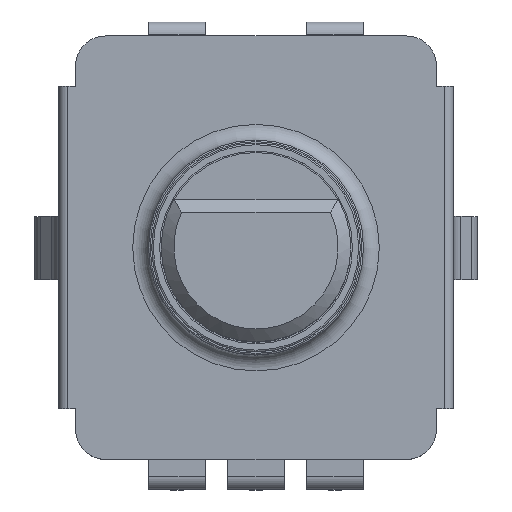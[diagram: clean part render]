
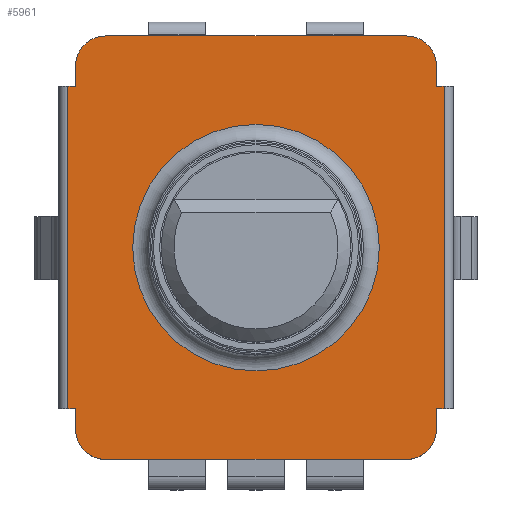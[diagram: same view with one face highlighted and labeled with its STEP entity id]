
A CAD part, top view. The second image highlights one B-rep face of the part: STEP entity #5961.
In plain terms, the highlighted planar face has unit normal (0, 0, 1).
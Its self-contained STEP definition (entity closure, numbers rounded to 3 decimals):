
#127=PLANE('',#6249);
#546=LINE('',#8403,#1075);
#547=LINE('',#8406,#1076);
#548=LINE('',#8408,#1077);
#549=LINE('',#8410,#1078);
#550=LINE('',#8414,#1079);
#551=LINE('',#8418,#1080);
#552=LINE('',#8420,#1081);
#553=LINE('',#8422,#1082);
#554=LINE('',#8424,#1083);
#555=LINE('',#8426,#1084);
#556=LINE('',#8430,#1085);
#557=LINE('',#8434,#1086);
#1075=VECTOR('',#7084,1000.);
#1076=VECTOR('',#7085,1000.);
#1077=VECTOR('',#7086,1000.);
#1078=VECTOR('',#7087,1000.);
#1079=VECTOR('',#7090,1000.);
#1080=VECTOR('',#7093,1000.);
#1081=VECTOR('',#7094,1000.);
#1082=VECTOR('',#7095,1000.);
#1083=VECTOR('',#7096,1000.);
#1084=VECTOR('',#7097,1000.);
#1085=VECTOR('',#7100,1000.);
#1086=VECTOR('',#7103,1000.);
#1887=ORIENTED_EDGE('',*,*,#2934,.T.);
#1888=ORIENTED_EDGE('',*,*,#2935,.F.);
#1889=ORIENTED_EDGE('',*,*,#2936,.T.);
#1890=ORIENTED_EDGE('',*,*,#2937,.T.);
#1891=ORIENTED_EDGE('',*,*,#2938,.T.);
#1892=ORIENTED_EDGE('',*,*,#2939,.T.);
#1893=ORIENTED_EDGE('',*,*,#2940,.T.);
#1894=ORIENTED_EDGE('',*,*,#2941,.T.);
#1895=ORIENTED_EDGE('',*,*,#2942,.F.);
#1896=ORIENTED_EDGE('',*,*,#2943,.F.);
#1897=ORIENTED_EDGE('',*,*,#2944,.T.);
#1898=ORIENTED_EDGE('',*,*,#2945,.T.);
#1899=ORIENTED_EDGE('',*,*,#2946,.T.);
#1900=ORIENTED_EDGE('',*,*,#2947,.T.);
#1901=ORIENTED_EDGE('',*,*,#2948,.T.);
#1902=ORIENTED_EDGE('',*,*,#2949,.T.);
#1903=ORIENTED_EDGE('',*,*,#2950,.F.);
#2934=EDGE_CURVE('',#3457,#3457,#3654,.F.);
#2935=EDGE_CURVE('',#3458,#3459,#546,.T.);
#2936=EDGE_CURVE('',#3458,#3460,#547,.T.);
#2937=EDGE_CURVE('',#3460,#3461,#548,.T.);
#2938=EDGE_CURVE('',#3461,#3462,#549,.T.);
#2939=EDGE_CURVE('',#3462,#3463,#3655,.T.);
#2940=EDGE_CURVE('',#3463,#3464,#550,.T.);
#2941=EDGE_CURVE('',#3464,#3465,#3656,.T.);
#2942=EDGE_CURVE('',#3466,#3465,#551,.T.);
#2943=EDGE_CURVE('',#3467,#3466,#552,.T.);
#2944=EDGE_CURVE('',#3467,#3468,#553,.T.);
#2945=EDGE_CURVE('',#3468,#3469,#554,.T.);
#2946=EDGE_CURVE('',#3469,#3470,#555,.T.);
#2947=EDGE_CURVE('',#3470,#3471,#3657,.T.);
#2948=EDGE_CURVE('',#3471,#3472,#556,.T.);
#2949=EDGE_CURVE('',#3472,#3473,#3658,.T.);
#2950=EDGE_CURVE('',#3459,#3473,#557,.T.);
#3457=VERTEX_POINT('',#8402);
#3458=VERTEX_POINT('',#8404);
#3459=VERTEX_POINT('',#8405);
#3460=VERTEX_POINT('',#8407);
#3461=VERTEX_POINT('',#8409);
#3462=VERTEX_POINT('',#8411);
#3463=VERTEX_POINT('',#8413);
#3464=VERTEX_POINT('',#8415);
#3465=VERTEX_POINT('',#8417);
#3466=VERTEX_POINT('',#8419);
#3467=VERTEX_POINT('',#8421);
#3468=VERTEX_POINT('',#8423);
#3469=VERTEX_POINT('',#8425);
#3470=VERTEX_POINT('',#8427);
#3471=VERTEX_POINT('',#8429);
#3472=VERTEX_POINT('',#8431);
#3473=VERTEX_POINT('',#8433);
#3654=CIRCLE('',#6250,3.9);
#3655=CIRCLE('',#6251,0.95);
#3656=CIRCLE('',#6252,0.95);
#3657=CIRCLE('',#6253,0.95);
#3658=CIRCLE('',#6254,0.95);
#3819=EDGE_LOOP('',(#1887));
#3820=EDGE_LOOP('',(#1888,#1889,#1890,#1891,#1892,#1893,#1894,#1895,#1896,
#1897,#1898,#1899,#1900,#1901,#1902,#1903));
#4067=FACE_BOUND('',#3819,.T.);
#4068=FACE_BOUND('',#3820,.T.);
#5961=ADVANCED_FACE('',(#4067,#4068),#127,.T.);
#6249=AXIS2_PLACEMENT_3D('',#8400,#7080,#7081);
#6250=AXIS2_PLACEMENT_3D('',#8401,#7082,#7083);
#6251=AXIS2_PLACEMENT_3D('',#8412,#7088,#7089);
#6252=AXIS2_PLACEMENT_3D('',#8416,#7091,#7092);
#6253=AXIS2_PLACEMENT_3D('',#8428,#7098,#7099);
#6254=AXIS2_PLACEMENT_3D('',#8432,#7101,#7102);
#7080=DIRECTION('',(0.,0.,1.));
#7081=DIRECTION('',(1.,0.,0.));
#7082=DIRECTION('',(0.,0.,1.));
#7083=DIRECTION('',(1.,0.,0.));
#7084=DIRECTION('',(-1.,0.,0.));
#7085=DIRECTION('',(0.,1.,0.));
#7086=DIRECTION('',(-1.,0.,0.));
#7087=DIRECTION('',(0.,1.,0.));
#7088=DIRECTION('',(0.,0.,1.));
#7089=DIRECTION('',(1.,0.,0.));
#7090=DIRECTION('',(-1.,0.,0.));
#7091=DIRECTION('',(0.,0.,1.));
#7092=DIRECTION('',(1.,0.,0.));
#7093=DIRECTION('',(0.,1.,0.));
#7094=DIRECTION('',(1.,0.,0.));
#7095=DIRECTION('',(0.,-1.,0.));
#7096=DIRECTION('',(1.,0.,0.));
#7097=DIRECTION('',(0.,-1.,0.));
#7098=DIRECTION('',(0.,0.,1.));
#7099=DIRECTION('',(1.,0.,0.));
#7100=DIRECTION('',(1.,0.,0.));
#7101=DIRECTION('',(0.,0.,1.));
#7102=DIRECTION('',(1.,0.,0.));
#7103=DIRECTION('',(0.,-1.,0.));
#8400=CARTESIAN_POINT('',(0.,0.,0.));
#8401=CARTESIAN_POINT('',(0.,0.,0.));
#8402=CARTESIAN_POINT('',(3.9,0.,0.));
#8403=CARTESIAN_POINT('',(0.,-5.1,0.));
#8404=CARTESIAN_POINT('',(5.953,-5.1,0.));
#8405=CARTESIAN_POINT('',(5.709,-5.1,0.));
#8406=CARTESIAN_POINT('',(5.953,0.,0.));
#8407=CARTESIAN_POINT('',(5.953,5.1,0.));
#8408=CARTESIAN_POINT('',(0.,5.1,0.));
#8409=CARTESIAN_POINT('',(5.709,5.1,0.));
#8410=CARTESIAN_POINT('',(5.709,0.,0.));
#8411=CARTESIAN_POINT('',(5.709,5.75,0.));
#8412=CARTESIAN_POINT('',(4.759,5.75,0.));
#8413=CARTESIAN_POINT('',(4.759,6.7,0.));
#8414=CARTESIAN_POINT('',(6.25,6.7,0.));
#8415=CARTESIAN_POINT('',(-4.759,6.7,0.));
#8416=CARTESIAN_POINT('',(-4.759,5.75,0.));
#8417=CARTESIAN_POINT('',(-5.709,5.75,0.));
#8418=CARTESIAN_POINT('',(-5.709,0.,0.));
#8419=CARTESIAN_POINT('',(-5.709,5.1,0.));
#8420=CARTESIAN_POINT('',(0.,5.1,0.));
#8421=CARTESIAN_POINT('',(-5.953,5.1,0.));
#8422=CARTESIAN_POINT('',(-5.953,0.,0.));
#8423=CARTESIAN_POINT('',(-5.953,-5.1,0.));
#8424=CARTESIAN_POINT('',(0.,-5.1,0.));
#8425=CARTESIAN_POINT('',(-5.709,-5.1,0.));
#8426=CARTESIAN_POINT('',(-5.709,0.,0.));
#8427=CARTESIAN_POINT('',(-5.709,-5.75,0.));
#8428=CARTESIAN_POINT('',(-4.759,-5.75,0.));
#8429=CARTESIAN_POINT('',(-4.759,-6.7,0.));
#8430=CARTESIAN_POINT('',(-6.25,-6.7,0.));
#8431=CARTESIAN_POINT('',(4.759,-6.7,0.));
#8432=CARTESIAN_POINT('',(4.759,-5.75,0.));
#8433=CARTESIAN_POINT('',(5.709,-5.75,0.));
#8434=CARTESIAN_POINT('',(5.709,0.,0.));
